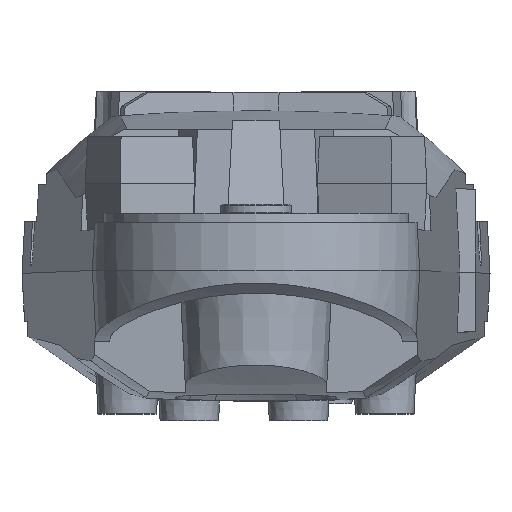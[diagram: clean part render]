
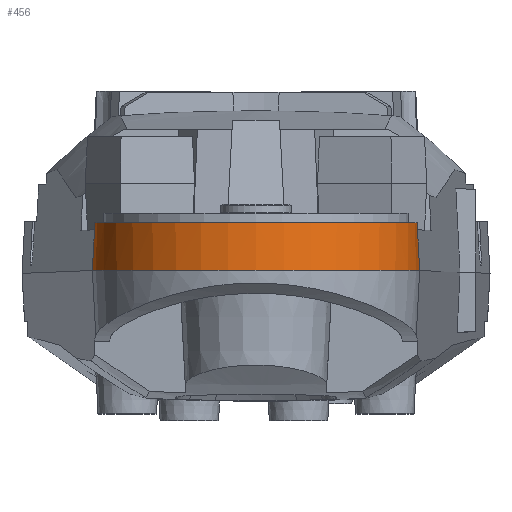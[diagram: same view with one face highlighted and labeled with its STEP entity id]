
A CAD part, top view. The second image highlights one B-rep face of the part: STEP entity #456.
In plain terms, the highlighted conical face has half-angle 3 degrees and reference radius 70 mm.
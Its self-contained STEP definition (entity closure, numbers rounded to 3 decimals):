
#218 = ORIENTED_EDGE ( 'NONE', *, *, #16098, .T. ) ;
#456 = ADVANCED_FACE ( 'NONE', ( #7217 ), #8550, .T. ) ;
#458 = VERTEX_POINT ( 'NONE', #17699 ) ;
#668 = CARTESIAN_POINT ( 'NONE',  ( 150., -174.4, 1145. ) ) ;
#933 = CARTESIAN_POINT ( 'NONE',  ( 218.931, -154., 1145. ) ) ;
#1465 = AXIS2_PLACEMENT_3D ( 'NONE', #668, #16017, #13408 ) ;
#1813 = EDGE_CURVE ( 'NONE', #458, #9214, #6310, .T. ) ;
#1854 = DIRECTION ( 'NONE',  ( 1., 0., 0. ) ) ;
#1952 = VECTOR ( 'NONE', #14888, 1000. ) ;
#2203 = CARTESIAN_POINT ( 'NONE',  ( 80., -174.4, 1145. ) ) ;
#2241 = VERTEX_POINT ( 'NONE', #17501 ) ;
#2294 = VECTOR ( 'NONE', #10540, 1000. ) ;
#2368 = CARTESIAN_POINT ( 'NONE',  ( 80.064, -174.4, 1148. ) ) ;
#2388 = EDGE_CURVE ( 'NONE', #2241, #3163, #16330, .T. ) ;
#3147 = EDGE_CURVE ( 'NONE', #458, #3163, #15872, .T. ) ;
#3163 = VERTEX_POINT ( 'NONE', #8533 ) ;
#3282 = CARTESIAN_POINT ( 'NONE',  ( 219.936, -174.4, 1148. ) ) ;
#3346 = LINE ( 'NONE', #11572, #12868 ) ;
#3751 = CARTESIAN_POINT ( 'NONE',  ( 219.088, -157., 1145. ) ) ;
#4327 = AXIS2_PLACEMENT_3D ( 'NONE', #14412, #8908, #1854 ) ;
#5006 = EDGE_CURVE ( 'NONE', #7061, #15310, #16934, .T. ) ;
#5357 = DIRECTION ( 'NONE',  ( 1., 0., 0. ) ) ;
#5642 = ORIENTED_EDGE ( 'NONE', *, *, #8280, .F. ) ;
#5990 = VERTEX_POINT ( 'NONE', #3282 ) ;
#6307 = ORIENTED_EDGE ( 'NONE', *, *, #5006, .F. ) ;
#6310 = LINE ( 'NONE', #2368, #2294 ) ;
#6312 = DIRECTION ( 'NONE',  ( 0., -1., 0. ) ) ;
#6534 = CARTESIAN_POINT ( 'NONE',  ( 80.064, -174.4, 1148. ) ) ;
#6684 = CARTESIAN_POINT ( 'NONE',  ( 219.025, -157., 1147.961 ) ) ;
#6936 = EDGE_LOOP ( 'NONE', ( #11539, #5642, #11223, #14619, #10695, #218, #17307, #6307 ) ) ;
#7061 = VERTEX_POINT ( 'NONE', #3751 ) ;
#7217 = FACE_OUTER_BOUND ( 'NONE', #6936, .T. ) ;
#7817 = EDGE_CURVE ( 'NONE', #15310, #5990, #3346, .T. ) ;
#8142 = AXIS2_PLACEMENT_3D ( 'NONE', #16884, #16829, #9891 ) ;
#8280 = EDGE_CURVE ( 'NONE', #2241, #17712, #9098, .T. ) ;
#8533 = CARTESIAN_POINT ( 'NONE',  ( 80.912, -157., 1145. ) ) ;
#8550 = CONICAL_SURFACE ( 'NONE', #1465, 70., 0.052 ) ;
#8908 = DIRECTION ( 'NONE',  ( 0., 1., 0. ) ) ;
#9098 = CIRCLE ( 'NONE', #10458, 68.931 ) ;
#9214 = VERTEX_POINT ( 'NONE', #6534 ) ;
#9891 = DIRECTION ( 'NONE',  ( 1., 0., 0. ) ) ;
#10458 = AXIS2_PLACEMENT_3D ( 'NONE', #12233, #10890, #5357 ) ;
#10540 = DIRECTION ( 'NONE',  ( -0.052, -0.999, 0.002 ) ) ;
#10695 = ORIENTED_EDGE ( 'NONE', *, *, #1813, .T. ) ;
#10890 = DIRECTION ( 'NONE',  ( 0., 1., 0. ) ) ;
#11223 = ORIENTED_EDGE ( 'NONE', *, *, #2388, .T. ) ;
#11406 = CIRCLE ( 'NONE', #4327, 70. ) ;
#11539 = ORIENTED_EDGE ( 'NONE', *, *, #13102, .F. ) ;
#11572 = CARTESIAN_POINT ( 'NONE',  ( 219.936, -174.4, 1148. ) ) ;
#12038 = DIRECTION ( 'NONE',  ( 1., 0., 0. ) ) ;
#12098 = CARTESIAN_POINT ( 'NONE',  ( 150., -157., 1145. ) ) ;
#12233 = CARTESIAN_POINT ( 'NONE',  ( 150., -154., 1145. ) ) ;
#12797 = LINE ( 'NONE', #14946, #1952 ) ;
#12868 = VECTOR ( 'NONE', #13033, 1000. ) ;
#13033 = DIRECTION ( 'NONE',  ( 0.052, -0.999, 0.002 ) ) ;
#13102 = EDGE_CURVE ( 'NONE', #17712, #7061, #12797, .T. ) ;
#13408 = DIRECTION ( 'NONE',  ( -1., 0., 0. ) ) ;
#14412 = CARTESIAN_POINT ( 'NONE',  ( 150., -174.4, 1145. ) ) ;
#14619 = ORIENTED_EDGE ( 'NONE', *, *, #3147, .F. ) ;
#14888 = DIRECTION ( 'NONE',  ( 0.052, -0.999, 0. ) ) ;
#14946 = CARTESIAN_POINT ( 'NONE',  ( 220., -174.4, 1145. ) ) ;
#15310 = VERTEX_POINT ( 'NONE', #6684 ) ;
#15649 = AXIS2_PLACEMENT_3D ( 'NONE', #12098, #6312, #12038 ) ;
#15872 = CIRCLE ( 'NONE', #8142, 69.088 ) ;
#16017 = DIRECTION ( 'NONE',  ( 0., -1., 0. ) ) ;
#16098 = EDGE_CURVE ( 'NONE', #9214, #5990, #11406, .T. ) ;
#16249 = DIRECTION ( 'NONE',  ( -0.052, -0.999, 0. ) ) ;
#16330 = LINE ( 'NONE', #2203, #17433 ) ;
#16829 = DIRECTION ( 'NONE',  ( 0., -1., 0. ) ) ;
#16884 = CARTESIAN_POINT ( 'NONE',  ( 150., -157., 1145. ) ) ;
#16934 = CIRCLE ( 'NONE', #15649, 69.088 ) ;
#17307 = ORIENTED_EDGE ( 'NONE', *, *, #7817, .F. ) ;
#17433 = VECTOR ( 'NONE', #16249, 1000. ) ;
#17501 = CARTESIAN_POINT ( 'NONE',  ( 81.069, -154., 1145. ) ) ;
#17699 = CARTESIAN_POINT ( 'NONE',  ( 80.975, -157., 1147.961 ) ) ;
#17712 = VERTEX_POINT ( 'NONE', #933 ) ;
